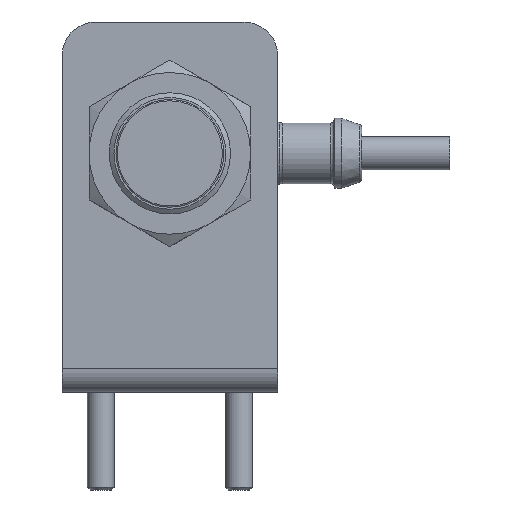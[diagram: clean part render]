
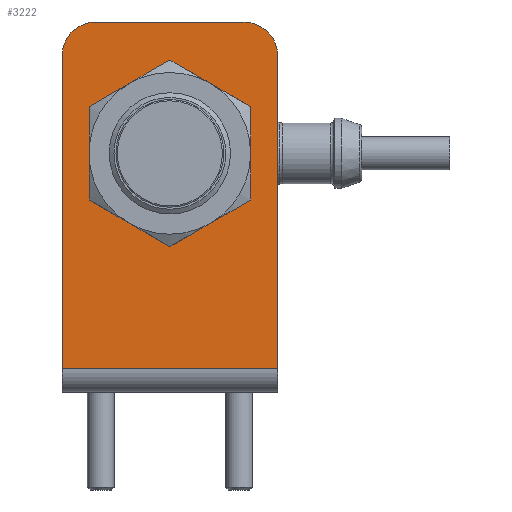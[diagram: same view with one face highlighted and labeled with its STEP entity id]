
A CAD part, front view. The second image highlights one B-rep face of the part: STEP entity #3222.
In plain terms, the highlighted planar face has unit normal (0, -1, 0).
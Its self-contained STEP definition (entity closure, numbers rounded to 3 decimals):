
#93=FACE_BOUND('',#609,.T.);
#210=PLANE('',#3507);
#382=FACE_OUTER_BOUND('',#608,.T.);
#608=EDGE_LOOP('',(#2372,#2373,#2374,#2375,#2376,#2377));
#609=EDGE_LOOP('',(#2378,#2379,#2380,#2381));
#821=LINE('',#5023,#1001);
#825=LINE('',#5035,#1005);
#828=LINE('',#5048,#1008);
#832=LINE('',#5077,#1012);
#844=LINE('',#5123,#1024);
#848=LINE('',#5137,#1028);
#1001=VECTOR('',#3985,1.);
#1005=VECTOR('',#3997,1.);
#1008=VECTOR('',#4012,1.);
#1012=VECTOR('',#4040,1.);
#1024=VECTOR('',#4082,1.);
#1028=VECTOR('',#4098,1.);
#1178=CIRCLE('',#3464,4.5);
#1180=CIRCLE('',#3468,4.5);
#1207=CIRCLE('',#3503,5.);
#1208=CIRCLE('',#3506,5.);
#1392=VERTEX_POINT('',#5020);
#1393=VERTEX_POINT('',#5022);
#1395=VERTEX_POINT('',#5028);
#1397=VERTEX_POINT('',#5034);
#1398=VERTEX_POINT('',#5041);
#1401=VERTEX_POINT('',#5046);
#1414=VERTEX_POINT('',#5076);
#1433=VERTEX_POINT('',#5121);
#1436=VERTEX_POINT('',#5131);
#1437=VERTEX_POINT('',#5135);
#1725=EDGE_CURVE('',#1393,#1392,#821,.T.);
#1728=EDGE_CURVE('',#1395,#1393,#1178,.T.);
#1731=EDGE_CURVE('',#1397,#1395,#825,.T.);
#1734=EDGE_CURVE('',#1392,#1397,#1180,.T.);
#1738=EDGE_CURVE('',#1401,#1398,#828,.T.);
#1752=EDGE_CURVE('',#1398,#1414,#832,.T.);
#1776=EDGE_CURVE('',#1401,#1433,#844,.T.);
#1781=EDGE_CURVE('',#1436,#1433,#1207,.T.);
#1783=EDGE_CURVE('',#1436,#1437,#848,.T.);
#1784=EDGE_CURVE('',#1414,#1437,#1208,.T.);
#2372=ORIENTED_EDGE('',*,*,#1738,.F.);
#2373=ORIENTED_EDGE('',*,*,#1776,.T.);
#2374=ORIENTED_EDGE('',*,*,#1781,.F.);
#2375=ORIENTED_EDGE('',*,*,#1783,.T.);
#2376=ORIENTED_EDGE('',*,*,#1784,.F.);
#2377=ORIENTED_EDGE('',*,*,#1752,.F.);
#2378=ORIENTED_EDGE('',*,*,#1731,.T.);
#2379=ORIENTED_EDGE('',*,*,#1728,.T.);
#2380=ORIENTED_EDGE('',*,*,#1725,.T.);
#2381=ORIENTED_EDGE('',*,*,#1734,.T.);
#3222=ADVANCED_FACE('',(#382,#93),#210,.T.);
#3464=AXIS2_PLACEMENT_3D('',#5029,#3991,#3992);
#3468=AXIS2_PLACEMENT_3D('',#5039,#4003,#4004);
#3503=AXIS2_PLACEMENT_3D('',#5133,#4093,#4094);
#3506=AXIS2_PLACEMENT_3D('',#5139,#4101,#4102);
#3507=AXIS2_PLACEMENT_3D('',#5140,#4103,#4104);
#3985=DIRECTION('',(0.,0.,1.));
#3991=DIRECTION('center_axis',(0.,1.,0.));
#3992=DIRECTION('ref_axis',(-1.,0.,0.));
#3997=DIRECTION('',(0.,0.,-1.));
#4003=DIRECTION('center_axis',(0.,1.,0.));
#4004=DIRECTION('ref_axis',(1.,0.,0.));
#4012=DIRECTION('',(-1.,0.,0.));
#4040=DIRECTION('',(0.,0.,1.));
#4082=DIRECTION('',(0.,0.,1.));
#4093=DIRECTION('center_axis',(0.,1.,0.));
#4094=DIRECTION('ref_axis',(0.707,0.,0.707));
#4098=DIRECTION('',(-1.,0.,0.));
#4101=DIRECTION('center_axis',(0.,1.,0.));
#4102=DIRECTION('ref_axis',(-0.707,0.,0.707));
#4103=DIRECTION('center_axis',(0.,-1.,0.));
#4104=DIRECTION('ref_axis',(0.,0.,1.));
#5020=CARTESIAN_POINT('',(-4.5,-18.,43.));
#5022=CARTESIAN_POINT('',(-4.5,-18.,28.));
#5023=CARTESIAN_POINT('',(-4.5,-18.,21.5));
#5028=CARTESIAN_POINT('',(4.5,-18.,28.));
#5029=CARTESIAN_POINT('Origin',(0.,-18.,
28.));
#5034=CARTESIAN_POINT('',(4.5,-18.,43.));
#5035=CARTESIAN_POINT('',(4.5,-18.,14.));
#5039=CARTESIAN_POINT('Origin',(0.,-18.,
43.));
#5041=CARTESIAN_POINT('',(-16.,-18.,3.52));
#5046=CARTESIAN_POINT('',(16.,-18.,3.52));
#5048=CARTESIAN_POINT('',(27.655,-18.,3.52));
#5076=CARTESIAN_POINT('',(-16.,-18.,50.));
#5077=CARTESIAN_POINT('',(-16.,-18.,10.));
#5121=CARTESIAN_POINT('',(16.,-18.,50.));
#5123=CARTESIAN_POINT('',(16.,-18.,10.));
#5131=CARTESIAN_POINT('',(11.,-18.,55.));
#5133=CARTESIAN_POINT('Origin',(11.,-18.,50.));
#5135=CARTESIAN_POINT('',(-11.,-18.,55.));
#5137=CARTESIAN_POINT('',(16.,-18.,55.));
#5139=CARTESIAN_POINT('Origin',(-11.,-18.,50.));
#5140=CARTESIAN_POINT('Origin',(16.,-18.,0.));
